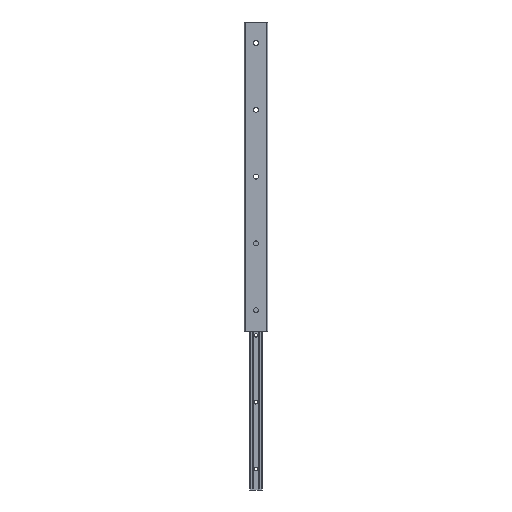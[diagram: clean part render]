
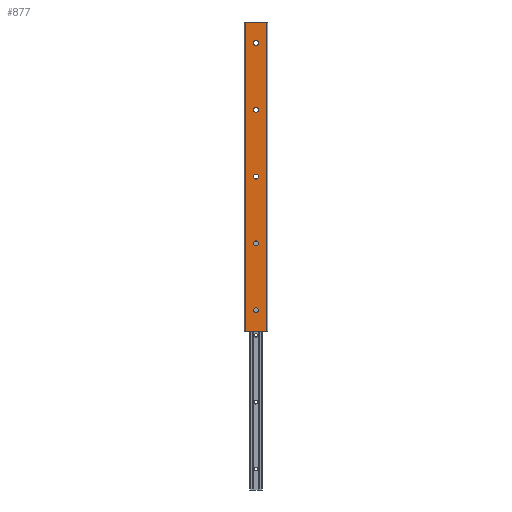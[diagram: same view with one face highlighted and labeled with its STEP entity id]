
A CAD part, left-side view. The second image highlights one B-rep face of the part: STEP entity #877.
In plain terms, the highlighted planar face has unit normal (-1, 0, 0).
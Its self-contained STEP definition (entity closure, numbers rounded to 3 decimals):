
#99 = DIRECTION ( 'NONE',  ( -1., 0., 0. ) ) ;
#175 = CARTESIAN_POINT ( 'NONE',  ( 0., 0., -108. ) ) ;
#199 = DIRECTION ( 'NONE',  ( 0., 0., -1. ) ) ;
#200 = VERTEX_POINT ( 'NONE', #175 ) ;
#223 = CARTESIAN_POINT ( 'NONE',  ( 0., 0., -182. ) ) ;
#224 = AXIS2_PLACEMENT_3D ( 'NONE', #2373, #2914, #199 ) ;
#269 = DIRECTION ( 'NONE',  ( 0., 0., -1. ) ) ;
#275 = CIRCLE ( 'NONE', #224, 3. ) ;
#281 = CIRCLE ( 'NONE', #1323, 3. ) ;
#283 = ORIENTED_EDGE ( 'NONE', *, *, #2364, .T. ) ;
#334 = FACE_BOUND ( 'NONE', #941, .T. ) ;
#343 = DIRECTION ( 'NONE',  ( 1., 0., 0. ) ) ;
#361 = LINE ( 'NONE', #2337, #1277 ) ;
#368 = VERTEX_POINT ( 'NONE', #574 ) ;
#375 = ORIENTED_EDGE ( 'NONE', *, *, #942, .T. ) ;
#392 = CARTESIAN_POINT ( 'NONE',  ( 0., 0., -25. ) ) ;
#408 = CARTESIAN_POINT ( 'NONE',  ( 0., -13., -370. ) ) ;
#420 = EDGE_LOOP ( 'NONE', ( #283, #375 ) ) ;
#426 = EDGE_LOOP ( 'NONE', ( #3073, #1392 ) ) ;
#445 = EDGE_CURVE ( 'NONE', #200, #368, #1938, .T. ) ;
#493 = EDGE_CURVE ( 'NONE', #651, #1734, #1528, .T. ) ;
#498 = ORIENTED_EDGE ( 'NONE', *, *, #2209, .F. ) ;
#529 = CARTESIAN_POINT ( 'NONE',  ( 0., 13., 0. ) ) ;
#530 = CIRCLE ( 'NONE', #1006, 3. ) ;
#556 = VERTEX_POINT ( 'NONE', #1239 ) ;
#574 = CARTESIAN_POINT ( 'NONE',  ( 0., 0., -102. ) ) ;
#590 = VECTOR ( 'NONE', #2253, 1000. ) ;
#591 = DIRECTION ( 'NONE',  ( 1., 0., 0. ) ) ;
#609 = FACE_BOUND ( 'NONE', #2980, .T. ) ;
#613 = EDGE_CURVE ( 'NONE', #368, #200, #2655, .T. ) ;
#638 = EDGE_CURVE ( 'NONE', #1770, #2245, #530, .T. ) ;
#640 = CARTESIAN_POINT ( 'NONE',  ( 0., 13., -370. ) ) ;
#651 = VERTEX_POINT ( 'NONE', #1005 ) ;
#654 = CIRCLE ( 'NONE', #2210, 3. ) ;
#732 = ORIENTED_EDGE ( 'NONE', *, *, #1354, .T. ) ;
#744 = CARTESIAN_POINT ( 'NONE',  ( 0., 0., -265. ) ) ;
#765 = CARTESIAN_POINT ( 'NONE',  ( 0., 13., 0. ) ) ;
#769 = DIRECTION ( 'NONE',  ( 1., 0., 0. ) ) ;
#816 = ORIENTED_EDGE ( 'NONE', *, *, #2698, .T. ) ;
#831 = CARTESIAN_POINT ( 'NONE',  ( 0., 0., -185. ) ) ;
#836 = ORIENTED_EDGE ( 'NONE', *, *, #493, .T. ) ;
#846 = EDGE_CURVE ( 'NONE', #1734, #651, #2450, .T. ) ;
#867 = FACE_BOUND ( 'NONE', #1179, .T. ) ;
#869 = ORIENTED_EDGE ( 'NONE', *, *, #1457, .F. ) ;
#877 = ADVANCED_FACE ( 'NONE', ( #609, #2574, #1345, #867, #2325, #334 ), #2588, .T. ) ;
#891 = CARTESIAN_POINT ( 'NONE',  ( 0., 0., -348. ) ) ;
#941 = EDGE_LOOP ( 'NONE', ( #1217, #732 ) ) ;
#942 = EDGE_CURVE ( 'NONE', #1665, #1063, #275, .T. ) ;
#970 = DIRECTION ( 'NONE',  ( 0., 0., -1. ) ) ;
#985 = LINE ( 'NONE', #529, #590 ) ;
#1005 = CARTESIAN_POINT ( 'NONE',  ( 0., 0., -188. ) ) ;
#1006 = AXIS2_PLACEMENT_3D ( 'NONE', #1738, #769, #269 ) ;
#1063 = VERTEX_POINT ( 'NONE', #3200 ) ;
#1082 = ORIENTED_EDGE ( 'NONE', *, *, #445, .T. ) ;
#1097 = DIRECTION ( 'NONE',  ( 0., -1., 0. ) ) ;
#1155 = AXIS2_PLACEMENT_3D ( 'NONE', #831, #2109, #2641 ) ;
#1165 = VECTOR ( 'NONE', #1173, 1000. ) ;
#1173 = DIRECTION ( 'NONE',  ( 0., -1., 0. ) ) ;
#1179 = EDGE_LOOP ( 'NONE', ( #836, #2410 ) ) ;
#1204 = CARTESIAN_POINT ( 'NONE',  ( 0., 0., -342. ) ) ;
#1208 = AXIS2_PLACEMENT_3D ( 'NONE', #2866, #2606, #1877 ) ;
#1217 = ORIENTED_EDGE ( 'NONE', *, *, #1479, .T. ) ;
#1239 = CARTESIAN_POINT ( 'NONE',  ( 0., -13., 0. ) ) ;
#1265 = AXIS2_PLACEMENT_3D ( 'NONE', #2919, #2411, #2174 ) ;
#1277 = VECTOR ( 'NONE', #3034, 1000. ) ;
#1323 = AXIS2_PLACEMENT_3D ( 'NONE', #2742, #2990, #2511 ) ;
#1339 = DIRECTION ( 'NONE',  ( 0., 0., -1. ) ) ;
#1345 = FACE_OUTER_BOUND ( 'NONE', #2519, .T. ) ;
#1354 = EDGE_CURVE ( 'NONE', #2447, #3153, #1786, .T. ) ;
#1392 = ORIENTED_EDGE ( 'NONE', *, *, #638, .T. ) ;
#1395 = EDGE_CURVE ( 'NONE', #1419, #1699, #2431, .T. ) ;
#1419 = VERTEX_POINT ( 'NONE', #2925 ) ;
#1457 = EDGE_CURVE ( 'NONE', #2073, #556, #985, .T. ) ;
#1479 = EDGE_CURVE ( 'NONE', #3153, #2447, #281, .T. ) ;
#1528 = CIRCLE ( 'NONE', #1155, 3. ) ;
#1592 = CIRCLE ( 'NONE', #2624, 3. ) ;
#1612 = DIRECTION ( 'NONE',  ( 0., 0., -1. ) ) ;
#1628 = DIRECTION ( 'NONE',  ( 0., 0., 1. ) ) ;
#1665 = VERTEX_POINT ( 'NONE', #1727 ) ;
#1699 = VERTEX_POINT ( 'NONE', #2941 ) ;
#1717 = DIRECTION ( 'NONE',  ( 1., 0., 0. ) ) ;
#1727 = CARTESIAN_POINT ( 'NONE',  ( 0., 0., -262. ) ) ;
#1734 = VERTEX_POINT ( 'NONE', #223 ) ;
#1738 = CARTESIAN_POINT ( 'NONE',  ( 0., 0., -25. ) ) ;
#1770 = VERTEX_POINT ( 'NONE', #2405 ) ;
#1778 = ORIENTED_EDGE ( 'NONE', *, *, #1395, .T. ) ;
#1786 = CIRCLE ( 'NONE', #2557, 3. ) ;
#1877 = DIRECTION ( 'NONE',  ( 0., 0., -1. ) ) ;
#1938 = CIRCLE ( 'NONE', #1208, 3. ) ;
#1991 = AXIS2_PLACEMENT_3D ( 'NONE', #3070, #591, #3053 ) ;
#2073 = VERTEX_POINT ( 'NONE', #765 ) ;
#2109 = DIRECTION ( 'NONE',  ( 1., 0., 0. ) ) ;
#2141 = AXIS2_PLACEMENT_3D ( 'NONE', #640, #99, #1097 ) ;
#2161 = VECTOR ( 'NONE', #1628, 1000. ) ;
#2174 = DIRECTION ( 'NONE',  ( 0., 0., -1. ) ) ;
#2209 = EDGE_CURVE ( 'NONE', #1419, #2073, #361, .T. ) ;
#2210 = AXIS2_PLACEMENT_3D ( 'NONE', #744, #1717, #970 ) ;
#2245 = VERTEX_POINT ( 'NONE', #2645 ) ;
#2253 = DIRECTION ( 'NONE',  ( 0., -1., 0. ) ) ;
#2325 = FACE_BOUND ( 'NONE', #420, .T. ) ;
#2337 = CARTESIAN_POINT ( 'NONE',  ( 0., 13., -370. ) ) ;
#2364 = EDGE_CURVE ( 'NONE', #1063, #1665, #654, .T. ) ;
#2373 = CARTESIAN_POINT ( 'NONE',  ( 0., 0., -265. ) ) ;
#2405 = CARTESIAN_POINT ( 'NONE',  ( 0., 0., -22. ) ) ;
#2410 = ORIENTED_EDGE ( 'NONE', *, *, #846, .T. ) ;
#2411 = DIRECTION ( 'NONE',  ( 1., 0., 0. ) ) ;
#2431 = LINE ( 'NONE', #2629, #1165 ) ;
#2447 = VERTEX_POINT ( 'NONE', #1204 ) ;
#2450 = CIRCLE ( 'NONE', #1991, 3. ) ;
#2511 = DIRECTION ( 'NONE',  ( 0., 0., -1. ) ) ;
#2519 = EDGE_LOOP ( 'NONE', ( #869, #498, #1778, #816 ) ) ;
#2557 = AXIS2_PLACEMENT_3D ( 'NONE', #2842, #343, #1339 ) ;
#2574 = FACE_BOUND ( 'NONE', #426, .T. ) ;
#2588 = PLANE ( 'NONE',  #2141 ) ;
#2606 = DIRECTION ( 'NONE',  ( 1., 0., 0. ) ) ;
#2624 = AXIS2_PLACEMENT_3D ( 'NONE', #392, #2841, #1612 ) ;
#2629 = CARTESIAN_POINT ( 'NONE',  ( 0., 13., -370. ) ) ;
#2641 = DIRECTION ( 'NONE',  ( 0., 0., -1. ) ) ;
#2645 = CARTESIAN_POINT ( 'NONE',  ( 0., 0., -28. ) ) ;
#2655 = CIRCLE ( 'NONE', #1265, 3. ) ;
#2698 = EDGE_CURVE ( 'NONE', #1699, #556, #2855, .T. ) ;
#2721 = EDGE_CURVE ( 'NONE', #2245, #1770, #1592, .T. ) ;
#2742 = CARTESIAN_POINT ( 'NONE',  ( 0., 0., -345. ) ) ;
#2841 = DIRECTION ( 'NONE',  ( 1., 0., 0. ) ) ;
#2842 = CARTESIAN_POINT ( 'NONE',  ( 0., 0., -345. ) ) ;
#2855 = LINE ( 'NONE', #408, #2161 ) ;
#2866 = CARTESIAN_POINT ( 'NONE',  ( 0., 0., -105. ) ) ;
#2914 = DIRECTION ( 'NONE',  ( 1., 0., 0. ) ) ;
#2919 = CARTESIAN_POINT ( 'NONE',  ( 0., 0., -105. ) ) ;
#2925 = CARTESIAN_POINT ( 'NONE',  ( 0., 13., -370. ) ) ;
#2941 = CARTESIAN_POINT ( 'NONE',  ( 0., -13., -370. ) ) ;
#2980 = EDGE_LOOP ( 'NONE', ( #1082, #3105 ) ) ;
#2990 = DIRECTION ( 'NONE',  ( 1., 0., 0. ) ) ;
#3034 = DIRECTION ( 'NONE',  ( 0., 0., 1. ) ) ;
#3053 = DIRECTION ( 'NONE',  ( 0., 0., -1. ) ) ;
#3070 = CARTESIAN_POINT ( 'NONE',  ( 0., 0., -185. ) ) ;
#3073 = ORIENTED_EDGE ( 'NONE', *, *, #2721, .T. ) ;
#3105 = ORIENTED_EDGE ( 'NONE', *, *, #613, .T. ) ;
#3153 = VERTEX_POINT ( 'NONE', #891 ) ;
#3200 = CARTESIAN_POINT ( 'NONE',  ( 0., 0., -268. ) ) ;
